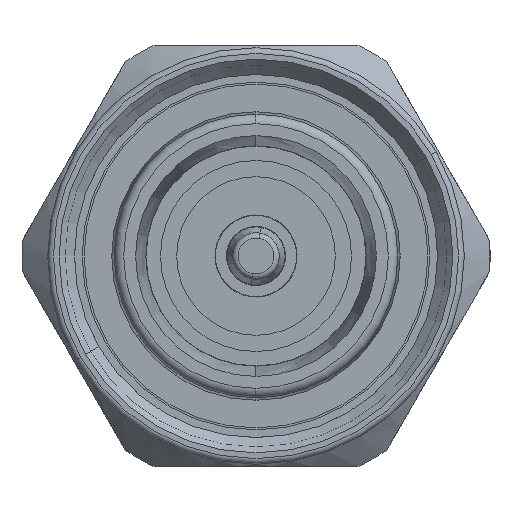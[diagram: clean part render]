
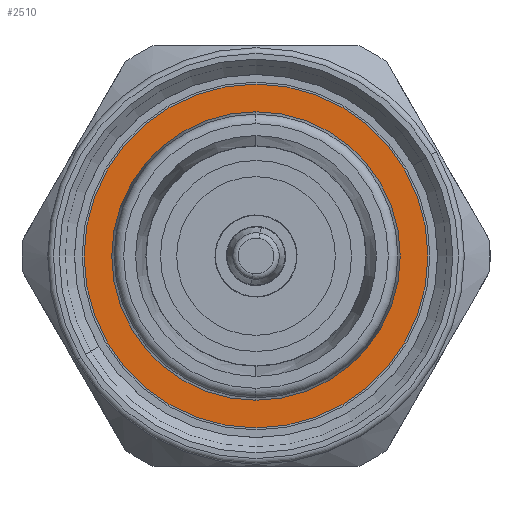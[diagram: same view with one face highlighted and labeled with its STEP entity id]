
A CAD part, left-side view. The second image highlights one B-rep face of the part: STEP entity #2510.
In plain terms, the highlighted face is planar.
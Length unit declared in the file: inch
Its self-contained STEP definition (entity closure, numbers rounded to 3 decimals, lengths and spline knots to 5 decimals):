
#83 = VERTEX_POINT ( 'NONE', #4107 ) ;
#275 = ORIENTED_EDGE ( 'NONE', *, *, #5755, .T. ) ;
#298 = CIRCLE ( 'NONE', #683, 0.29724 ) ;
#423 = CARTESIAN_POINT ( 'NONE',  ( -0.33071, 0., 0. ) ) ;
#466 = PLANE ( 'NONE',  #3646 ) ;
#496 = FACE_OUTER_BOUND ( 'NONE', #1404, .T. ) ;
#669 = CARTESIAN_POINT ( 'NONE',  ( -0.33071, 0., 0. ) ) ;
#683 = AXIS2_PLACEMENT_3D ( 'NONE', #1684, #4888, #5281 ) ;
#1404 = EDGE_LOOP ( 'NONE', ( #275, #3267 ) ) ;
#1561 = CARTESIAN_POINT ( 'NONE',  ( -0.33071, 0., 0. ) ) ;
#1657 = CARTESIAN_POINT ( 'NONE',  ( -0.33071, 0., -0.35433 ) ) ;
#1684 = CARTESIAN_POINT ( 'NONE',  ( -0.33071, 0., 0. ) ) ;
#1994 = AXIS2_PLACEMENT_3D ( 'NONE', #423, #2206, #4031 ) ;
#2120 = CARTESIAN_POINT ( 'NONE',  ( -0.33071, 0., -0.29724 ) ) ;
#2206 = DIRECTION ( 'NONE',  ( 1., 0., 0. ) ) ;
#2466 = DIRECTION ( 'NONE',  ( 0., 0., -1. ) ) ;
#2473 = DIRECTION ( 'NONE',  ( 1., 0., 0. ) ) ;
#2510 = ADVANCED_FACE ( 'NONE', ( #496, #4476 ), #466, .T. ) ;
#2663 = CIRCLE ( 'NONE', #4827, 0.29724 ) ;
#2737 = DIRECTION ( 'NONE',  ( 1., 0., 0. ) ) ;
#2845 = AXIS2_PLACEMENT_3D ( 'NONE', #669, #3891, #2466 ) ;
#2858 = DIRECTION ( 'NONE',  ( 0., 0., -1. ) ) ;
#2949 = CIRCLE ( 'NONE', #2845, 0.35433 ) ;
#3179 = CARTESIAN_POINT ( 'NONE',  ( -0.33071, 0.35433, 0. ) ) ;
#3267 = ORIENTED_EDGE ( 'NONE', *, *, #5620, .T. ) ;
#3277 = ORIENTED_EDGE ( 'NONE', *, *, #3552, .F. ) ;
#3552 = EDGE_CURVE ( 'NONE', #3760, #4499, #2663, .T. ) ;
#3555 = ORIENTED_EDGE ( 'NONE', *, *, #5077, .F. ) ;
#3646 = AXIS2_PLACEMENT_3D ( 'NONE', #3179, #2737, #4106 ) ;
#3760 = VERTEX_POINT ( 'NONE', #4067 ) ;
#3891 = DIRECTION ( 'NONE',  ( 1., 0., 0. ) ) ;
#4005 = EDGE_LOOP ( 'NONE', ( #3555, #3277 ) ) ;
#4031 = DIRECTION ( 'NONE',  ( 0., 0., -1. ) ) ;
#4067 = CARTESIAN_POINT ( 'NONE',  ( -0.33071, 0., 0.29724 ) ) ;
#4106 = DIRECTION ( 'NONE',  ( 0., 1., 0. ) ) ;
#4107 = CARTESIAN_POINT ( 'NONE',  ( -0.33071, 0., 0.35433 ) ) ;
#4476 = FACE_BOUND ( 'NONE', #4005, .T. ) ;
#4499 = VERTEX_POINT ( 'NONE', #2120 ) ;
#4544 = CIRCLE ( 'NONE', #1994, 0.35433 ) ;
#4827 = AXIS2_PLACEMENT_3D ( 'NONE', #1561, #2473, #2858 ) ;
#4888 = DIRECTION ( 'NONE',  ( 1., 0., 0. ) ) ;
#5077 = EDGE_CURVE ( 'NONE', #4499, #3760, #298, .T. ) ;
#5281 = DIRECTION ( 'NONE',  ( 0., 0., -1. ) ) ;
#5620 = EDGE_CURVE ( 'NONE', #83, #5623, #2949, .T. ) ;
#5623 = VERTEX_POINT ( 'NONE', #1657 ) ;
#5755 = EDGE_CURVE ( 'NONE', #5623, #83, #4544, .T. ) ;
